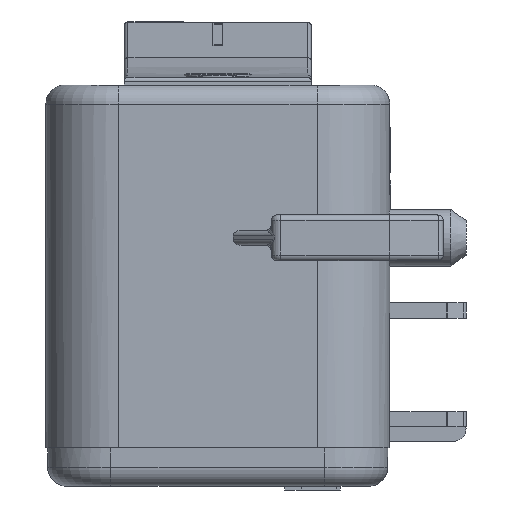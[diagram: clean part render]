
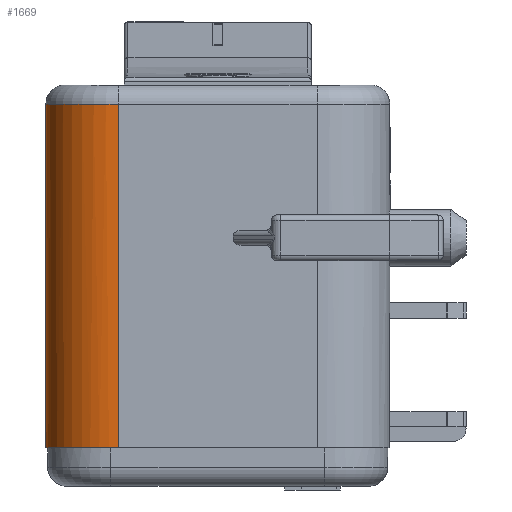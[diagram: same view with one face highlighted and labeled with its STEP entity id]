
A CAD part, left-side view. The second image highlights one B-rep face of the part: STEP entity #1669.
In plain terms, the highlighted cylindrical face has radius 3.8 mm (diameter 7.6 mm), a partial arc.
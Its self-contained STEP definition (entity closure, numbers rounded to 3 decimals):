
#1666 = EDGE_CURVE ( 'NONE', #40336, #1796, #11715, .T. ) ;
#1669 = ADVANCED_FACE ( 'NONE', ( #11711 ), #11710, .T. ) ;
#1671 = EDGE_LOOP ( 'NONE', ( #1672, #1673, #1677, #1774, #1775, #1777 ) ) ;
#1672 = ORIENTED_EDGE ( 'NONE', *, *, #41670, .F. ) ;
#1673 = ORIENTED_EDGE ( 'NONE', *, *, #1675, .T. ) ;
#1675 = EDGE_CURVE ( 'NONE', #41803, #40190, #11705, .T. ) ;
#1677 = ORIENTED_EDGE ( 'NONE', *, *, #40187, .T. ) ;
#1774 = ORIENTED_EDGE ( 'NONE', *, *, #1666, .T. ) ;
#1775 = ORIENTED_EDGE ( 'NONE', *, *, #1776, .T. ) ;
#1776 = EDGE_CURVE ( 'NONE', #1796, #41856, #11815, .T. ) ;
#1777 = ORIENTED_EDGE ( 'NONE', *, *, #41855, .T. ) ;
#1796 = VERTEX_POINT ( 'NONE', #11843 ) ;
#2047 = CARTESIAN_POINT ( 'NONE',  ( -26.65, 5.2, -19. ) ) ;
#2049 = DIRECTION ( 'NONE',  ( 0., 0., -1. ) ) ;
#2050 = VECTOR ( 'NONE', #2049, 1000. ) ;
#2051 = CARTESIAN_POINT ( 'NONE',  ( -26.65, 5.2, 0. ) ) ;
#2053 = LINE ( 'NONE', #2051, #2050 ) ;
#2363 = CARTESIAN_POINT ( 'NONE',  ( -26.65, 5.2, -1. ) ) ;
#2522 = CARTESIAN_POINT ( 'NONE',  ( -26.128, 7.123, -19. ) ) ;
#2524 = DIRECTION ( 'NONE',  ( -1., 0., 0. ) ) ;
#2526 = DIRECTION ( 'NONE',  ( 0., 0., 1. ) ) ;
#2528 = AXIS2_PLACEMENT_3D ( 'NONE', #2541, #2526, #2524 ) ;
#2530 = CIRCLE ( 'NONE', #2528, 3.8 ) ;
#2541 = CARTESIAN_POINT ( 'NONE',  ( -22.85, 5.2, -19. ) ) ;
#11701 = DIRECTION ( 'NONE',  ( -1., 0., 0. ) ) ;
#11702 = DIRECTION ( 'NONE',  ( 0., 0., -1. ) ) ;
#11703 = CARTESIAN_POINT ( 'NONE',  ( -22.85, 5.2, -1. ) ) ;
#11704 = AXIS2_PLACEMENT_3D ( 'NONE', #11703, #11702, #11701 ) ;
#11705 = CIRCLE ( 'NONE', #11704, 3.8 ) ;
#11706 = DIRECTION ( 'NONE',  ( -1., 0., 0. ) ) ;
#11707 = DIRECTION ( 'NONE',  ( 0., 0., -1. ) ) ;
#11708 = CARTESIAN_POINT ( 'NONE',  ( -22.85, 5.2, 0. ) ) ;
#11709 = AXIS2_PLACEMENT_3D ( 'NONE', #11708, #11707, #11706 ) ;
#11710 = CYLINDRICAL_SURFACE ( 'NONE', #11709, 3.8 ) ;
#11711 = FACE_OUTER_BOUND ( 'NONE', #1671, .T. ) ;
#11712 = DIRECTION ( 'NONE',  ( -1., 0., 0. ) ) ;
#11713 = DIRECTION ( 'NONE',  ( 0., 0., 1. ) ) ;
#11714 = AXIS2_PLACEMENT_3D ( 'NONE', #11721, #11713, #11712 ) ;
#11715 = CIRCLE ( 'NONE', #11714, 3.8 ) ;
#11721 = CARTESIAN_POINT ( 'NONE',  ( -22.85, 5.2, -19. ) ) ;
#11807 = DIRECTION ( 'NONE',  ( -1., 0., 0. ) ) ;
#11808 = DIRECTION ( 'NONE',  ( 0., 0., 1. ) ) ;
#11809 = CARTESIAN_POINT ( 'NONE',  ( -22.85, 5.2, -19. ) ) ;
#11810 = AXIS2_PLACEMENT_3D ( 'NONE', #11809, #11808, #11807 ) ;
#11815 = CIRCLE ( 'NONE', #11810, 3.8 ) ;
#11843 = CARTESIAN_POINT ( 'NONE',  ( -24.32, 8.704, -19. ) ) ;
#40187 = EDGE_CURVE ( 'NONE', #40190, #40336, #40978, .T. ) ;
#40190 = VERTEX_POINT ( 'NONE', #40970 ) ;
#40336 = VERTEX_POINT ( 'NONE', #41437 ) ;
#40970 = CARTESIAN_POINT ( 'NONE',  ( -22.85, 9., -1. ) ) ;
#40973 = DIRECTION ( 'NONE',  ( 0., 0., -1. ) ) ;
#40974 = VECTOR ( 'NONE', #40973, 1000. ) ;
#40976 = CARTESIAN_POINT ( 'NONE',  ( -22.85, 9., 0. ) ) ;
#40978 = LINE ( 'NONE', #40976, #40974 ) ;
#41437 = CARTESIAN_POINT ( 'NONE',  ( -22.85, 9., -19. ) ) ;
#41670 = EDGE_CURVE ( 'NONE', #41803, #41671, #2053, .T. ) ;
#41671 = VERTEX_POINT ( 'NONE', #2047 ) ;
#41803 = VERTEX_POINT ( 'NONE', #2363 ) ;
#41855 = EDGE_CURVE ( 'NONE', #41856, #41671, #2530, .T. ) ;
#41856 = VERTEX_POINT ( 'NONE', #2522 ) ;
